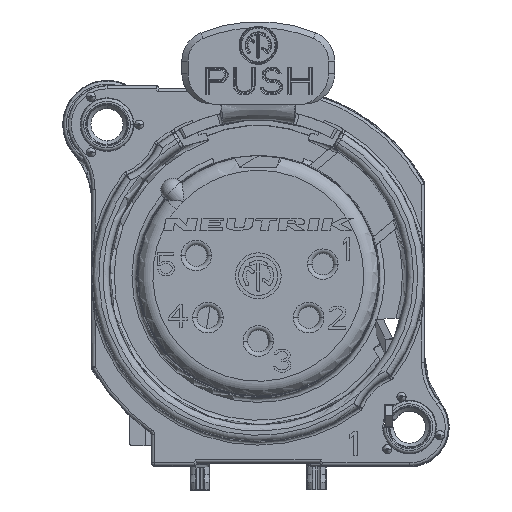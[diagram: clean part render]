
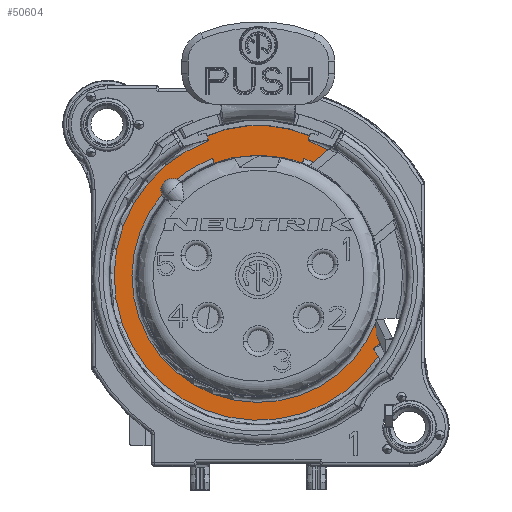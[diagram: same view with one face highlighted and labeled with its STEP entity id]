
A CAD part, top view. The second image highlights one B-rep face of the part: STEP entity #50604.
In plain terms, the highlighted planar face has unit normal (0, 0, 1).
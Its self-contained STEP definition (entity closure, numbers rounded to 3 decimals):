
#5422=CARTESIAN_POINT('',(2.91,7.467,-13.));
#5423=CARTESIAN_POINT('',(2.916,7.484,-13.));
#5424=CARTESIAN_POINT('',(2.929,7.53,-13.));
#5425=CARTESIAN_POINT('',(2.951,7.612,-13.));
#5426=CARTESIAN_POINT('',(2.968,7.677,-13.));
#5427=CARTESIAN_POINT('',(2.977,7.712,-13.));
#5429=CARTESIAN_POINT('',(2.885,7.37,-13.));
#5430=CARTESIAN_POINT('',(2.887,7.38,-13.));
#5431=CARTESIAN_POINT('',(2.894,7.405,-13.));
#5432=CARTESIAN_POINT('',(2.902,7.437,-13.));
#5433=CARTESIAN_POINT('',(2.908,7.459,-13.));
#5434=CARTESIAN_POINT('',(2.91,7.467,-13.));
#5436=CARTESIAN_POINT('',(0.,-0.609,-13.));
#5437=DIRECTION('',(0.,0.,-1.));
#5438=DIRECTION('',(-0.341,0.94,0.));
#5439=AXIS2_PLACEMENT_3D('',#5436,#5437,#5438);
#5441=DIRECTION('',(0.24,-0.971,0.));
#5442=VECTOR('',#5441,0.355);
#5443=CARTESIAN_POINT('',(-2.981,7.71,-13.));
#5444=LINE('',#5443,#5442);
#5445=CARTESIAN_POINT('',(-5.621,5.621,-13.));
#5446=DIRECTION('',(0.,0.,1.));
#5447=DIRECTION('',(0.382,0.924,0.));
#5448=AXIS2_PLACEMENT_3D('',#5445,#5446,#5447);
#5450=DIRECTION('',(0.017,-1.,0.));
#5451=VECTOR('',#5450,0.824);
#5452=CARTESIAN_POINT('',(7.699,-3.011,-13.));
#5453=LINE('',#5452,#5451);
#5454=DIRECTION('',(-1.,0.,0.));
#5455=VECTOR('',#5454,0.228);
#5456=CARTESIAN_POINT('',(7.94,-3.835,-13.));
#5457=LINE('',#5456,#5455);
#5458=DIRECTION('',(0.,1.,0.));
#5459=VECTOR('',#5458,1.259);
#5460=CARTESIAN_POINT('',(7.94,-5.093,-13.));
#5461=LINE('',#5460,#5459);
#5462=DIRECTION('',(0.24,-0.971,0.));
#5463=VECTOR('',#5462,0.345);
#5464=CARTESIAN_POINT('',(-3.346,9.186,-13.));
#5465=LINE('',#5464,#5463);
#5466=CARTESIAN_POINT('',(0.,1.207,-13.));
#5467=DIRECTION('',(0.,0.,1.));
#5468=DIRECTION('',(0.387,0.922,0.));
#5469=AXIS2_PLACEMENT_3D('',#5466,#5467,#5468);
#5471=DIRECTION('',(0.24,0.971,0.));
#5472=VECTOR('',#5471,0.345);
#5473=CARTESIAN_POINT('',(3.263,8.851,-13.));
#5474=LINE('',#5473,#5472);
#5475=DIRECTION('',(-0.766,-0.643,0.));
#5476=VECTOR('',#5475,1.264);
#5477=CARTESIAN_POINT('',(4.558,8.259,-13.));
#5478=LINE('',#5477,#5476);
#19713=CARTESIAN_POINT('',(0.,0.,-13.));
#19714=DIRECTION('',(0.,0.,-1.));
#19715=DIRECTION('',(0.931,-0.364,0.));
#19716=AXIS2_PLACEMENT_3D('',#19713,#19714,#19715);
#19761=CARTESIAN_POINT('',(0.,0.,-13.));
#19762=DIRECTION('',(0.,0.,-1.));
#19763=DIRECTION('',(0.36,0.933,0.));
#19764=AXIS2_PLACEMENT_3D('',#19761,#19762,#19763);
#19791=CARTESIAN_POINT('',(2.977,7.712,-13.));
#19818=CARTESIAN_POINT('',(0.,0.,-13.));
#19819=DIRECTION('',(0.,0.,-1.));
#19820=DIRECTION('',(-0.645,0.764,0.));
#19821=AXIS2_PLACEMENT_3D('',#19818,#19819,#19820);
#19830=CARTESIAN_POINT('',(-2.981,7.71,-13.));
#20264=CARTESIAN_POINT('',(0.,0.,-13.));
#20265=DIRECTION('',(0.,0.,1.));
#20266=DIRECTION('',(0.483,0.876,0.));
#20267=AXIS2_PLACEMENT_3D('',#20264,#20265,#20266);
#20273=CARTESIAN_POINT('',(3.263,8.851,-13.));
#20275=CARTESIAN_POINT('',(0.,0.,-13.));
#20276=DIRECTION('',(0.,0.,1.));
#20277=DIRECTION('',(-0.346,0.938,0.));
#20278=AXIS2_PLACEMENT_3D('',#20275,#20276,#20277);
#20289=CARTESIAN_POINT('',(7.94,-5.093,-13.));
#20319=CARTESIAN_POINT('',(-3.263,8.851,-13.));
#36733=CARTESIAN_POINT('',(-5.335,6.315,-13.));
#36734=CARTESIAN_POINT('',(-6.315,5.335,-13.));
#36735=VERTEX_POINT('',#36733);
#36736=VERTEX_POINT('',#36734);
#36759=CARTESIAN_POINT('',(4.558,8.259,-13.));
#36760=CARTESIAN_POINT('',(3.59,7.446,-13.));
#36761=VERTEX_POINT('',#36759);
#36762=VERTEX_POINT('',#36760);
#36860=VERTEX_POINT('',#20289);
#42461=CARTESIAN_POINT('',(7.699,-3.011,-13.));
#42462=CARTESIAN_POINT('',(7.712,-3.835,-13.));
#42463=VERTEX_POINT('',#42461);
#42464=VERTEX_POINT('',#42462);
#42471=CARTESIAN_POINT('',(7.94,-3.835,-13.));
#42472=VERTEX_POINT('',#42471);
#44432=CARTESIAN_POINT('',(-2.896,7.365,-13.));
#44433=CARTESIAN_POINT('',(2.885,7.37,-13.));
#44434=VERTEX_POINT('',#44432);
#44435=VERTEX_POINT('',#44433);
#44436=VERTEX_POINT('',#5434);
#44437=CARTESIAN_POINT('',(3.346,9.186,-13.));
#44438=CARTESIAN_POINT('',(-3.346,9.186,-13.));
#44439=VERTEX_POINT('',#44437);
#44440=VERTEX_POINT('',#44438);
#44454=VERTEX_POINT('',#20273);
#44455=VERTEX_POINT('',#20319);
#44458=VERTEX_POINT('',#19791);
#44459=VERTEX_POINT('',#19830);
#50565=CARTESIAN_POINT('',(0.,0.,-13.));
#50566=DIRECTION('',(0.,0.,-1.));
#50567=DIRECTION('',(0.,-1.,0.));
#50568=AXIS2_PLACEMENT_3D('',#50565,#50566,#50567);
#50569=PLANE('',#50568);
#50571=ORIENTED_EDGE('',*,*,#50570,.F.);
#50573=ORIENTED_EDGE('',*,*,#50572,.F.);
#50575=ORIENTED_EDGE('',*,*,#50574,.F.);
#50577=ORIENTED_EDGE('',*,*,#50576,.F.);
#50579=ORIENTED_EDGE('',*,*,#50578,.F.);
#50581=ORIENTED_EDGE('',*,*,#50580,.F.);
#50583=ORIENTED_EDGE('',*,*,#50582,.T.);
#50585=ORIENTED_EDGE('',*,*,#50584,.F.);
#50587=ORIENTED_EDGE('',*,*,#50586,.T.);
#50588=ORIENTED_EDGE('',*,*,#50530,.F.);
#50589=ORIENTED_EDGE('',*,*,#50485,.F.);
#50591=ORIENTED_EDGE('',*,*,#50590,.F.);
#50593=ORIENTED_EDGE('',*,*,#50592,.F.);
#50595=ORIENTED_EDGE('',*,*,#50594,.F.);
#50597=ORIENTED_EDGE('',*,*,#50596,.F.);
#50599=ORIENTED_EDGE('',*,*,#50598,.F.);
#50601=ORIENTED_EDGE('',*,*,#50600,.T.);
#50602=EDGE_LOOP('',(#50571,#50573,#50575,#50577,#50579,#50581,#50583,#50585,
#50587,#50588,#50589,#50591,#50593,#50595,#50597,#50599,#50601));
#50603=FACE_OUTER_BOUND('',#50602,.F.);
#50604=ADVANCED_FACE('',(#50603),#50569,.F.);
#5428=B_SPLINE_CURVE_WITH_KNOTS('',3,(#5422,#5423,#5424,#5425,#5426,#5427),
.UNSPECIFIED.,.F.,.F.,(4,1,1,4),(0.,0.21,0.571,1.),
.UNSPECIFIED.);
#5435=B_SPLINE_CURVE_WITH_KNOTS('',3,(#5429,#5430,#5431,#5432,#5433,#5434),
.UNSPECIFIED.,.F.,.F.,(4,1,1,4),(0.,0.321,0.767,1.),
.UNSPECIFIED.);
#5440=CIRCLE('',#5439,8.484);
#5449=CIRCLE('',#5448,0.75);
#5470=CIRCLE('',#5469,8.652);
#19717=CIRCLE('',#19716,8.267);
#19765=CIRCLE('',#19764,8.267);
#19822=CIRCLE('',#19821,8.267);
#20268=CIRCLE('',#20267,9.433);
#20279=CIRCLE('',#20278,9.433);
#50485=EDGE_CURVE('',#36860,#42472,#5461,.T.);
#50530=EDGE_CURVE('',#42472,#42464,#5457,.T.);
#50570=EDGE_CURVE('',#44458,#36762,#19765,.T.);
#50572=EDGE_CURVE('',#44436,#44458,#5428,.T.);
#50574=EDGE_CURVE('',#44435,#44436,#5435,.T.);
#50576=EDGE_CURVE('',#44434,#44435,#5440,.T.);
#50578=EDGE_CURVE('',#44459,#44434,#5444,.T.);
#50580=EDGE_CURVE('',#36735,#44459,#19822,.T.);
#50582=EDGE_CURVE('',#36735,#36736,#5449,.T.);
#50584=EDGE_CURVE('',#42463,#36736,#19717,.T.);
#50586=EDGE_CURVE('',#42463,#42464,#5453,.T.);
#50590=EDGE_CURVE('',#44455,#36860,#20279,.T.);
#50592=EDGE_CURVE('',#44440,#44455,#5465,.T.);
#50594=EDGE_CURVE('',#44439,#44440,#5470,.T.);
#50596=EDGE_CURVE('',#44454,#44439,#5474,.T.);
#50598=EDGE_CURVE('',#36761,#44454,#20268,.T.);
#50600=EDGE_CURVE('',#36761,#36762,#5478,.T.);
